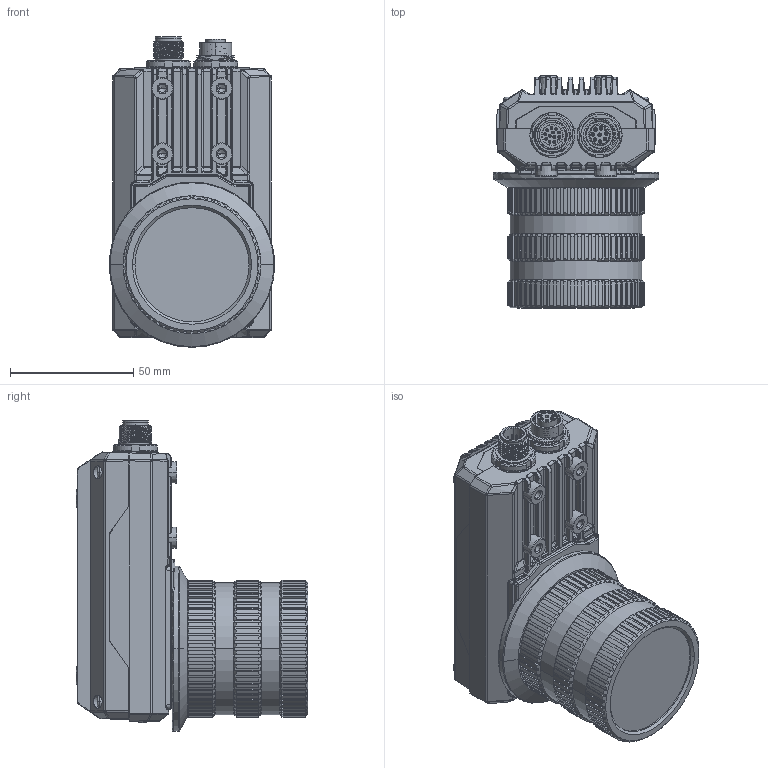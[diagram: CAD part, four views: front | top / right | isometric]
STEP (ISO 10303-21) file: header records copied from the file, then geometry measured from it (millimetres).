
FILE_DESCRIPTION((''),'2;1');
FILE_NAME('ID5120_ASM','2020-05-27T16:36:57',('liudeting'),(''),'CREO PARAMETRIC BY PTC INC, 2017260','CREO PARAMETRIC BY PTC INC, 2017260','');
FILE_SCHEMA(('CONFIG_CONTROL_DESIGN'));
Products named in the file (43): DE-13-000120_18_1_1; DE-13-000122_3_1_1; L102-M12-Z08A11F_2_1_1; L102-M12-Z12A23C_2_1_1_1; L102-M12-Z12A23C_2_2_1_1; L102-M12-Z12A23C_2_3_1_1; L102-M12-Z12A23C_2_4_1_1; L102-M12-Z12A23C_2_5_1_1; L102-M12-Z12A23C_2_6_1_1; L102-M12-Z12A23C_2_7_1_1; L102-M12-Z12A23C_2_8_1_1; L102-M12-Z12A23C_2_9_1_1; L102-M12-Z12A23C_2_10_1_1; L102-M12-Z12A23C_2_11_1_1; L102-M12-Z12A23C_2_12_1_1; L102-M12-Z12A23C_2_13_1_1; L102-M12-Z12A23C_2_14_1_1; L102-M12-Z12A23C_2_15_1_1; L102-M12-Z12A23C_2_16_1_1; L102-M12-Z12A23C_2_17_1_1; L102-M12-Z12A23C_2_18_1_1; L102-M12-Z12A23C_2_19_1_1; L102-M12-Z12A23C_2_20_1_1; L102-M12-Z12A23C_2_21_1_1; L102-M12-Z12A23C_2_22_1_1; L102-M12-Z12A23C_2_23_1_1; L102-M12-Z12A23C_2_24_1_1; L102-M12-Z12A23C_2_25_1_1; L102-M12-Z12A23C_2_26_1_1; L102-M12-Z12A23C_2_ASM_1_ASM_1_ASM; 349-PCB_FPC_ASM_3_ASM_1_ASM_1_ASM; M1906176_2_1_1; DAOGUANGZHUZUJIAN-01_ASM_3_ASM__ASM; SC-P0M2_5X6-BNI-GB818_2_1_1; YUANLUOMU; DE-14-003903_100; C-NO-LED_ASM_109_ASM; C-NO-LED_ASM_ASM; 190702406; DE-15-000110 ...
Assembly tree (46 placements, depth 4):
  ID5120_ASM
    DE-13-000120_18_1_1
    DE-13-000122_3_1_1
    349-PCB_FPC_ASM_3_ASM_1_ASM_1_ASM
      L102-M12-Z08A11F_2_1_1
      L102-M12-Z12A23C_2_ASM_1_ASM_1_ASM
        L102-M12-Z12A23C_2_1_1_1
        L102-M12-Z12A23C_2_2_1_1
        L102-M12-Z12A23C_2_3_1_1
        L102-M12-Z12A23C_2_4_1_1
        L102-M12-Z12A23C_2_5_1_1
        L102-M12-Z12A23C_2_6_1_1
        L102-M12-Z12A23C_2_7_1_1
        L102-M12-Z12A23C_2_8_1_1
        L102-M12-Z12A23C_2_9_1_1
        L102-M12-Z12A23C_2_10_1_1
        L102-M12-Z12A23C_2_11_1_1
        L102-M12-Z12A23C_2_12_1_1
        L102-M12-Z12A23C_2_13_1_1
        L102-M12-Z12A23C_2_14_1_1
        L102-M12-Z12A23C_2_15_1_1
        L102-M12-Z12A23C_2_16_1_1
        L102-M12-Z12A23C_2_17_1_1
        L102-M12-Z12A23C_2_18_1_1
        L102-M12-Z12A23C_2_19_1_1
        L102-M12-Z12A23C_2_20_1_1
        L102-M12-Z12A23C_2_21_1_1
        L102-M12-Z12A23C_2_22_1_1
        L102-M12-Z12A23C_2_23_1_1
        L102-M12-Z12A23C_2_24_1_1
        L102-M12-Z12A23C_2_25_1_1
        L102-M12-Z12A23C_2_26_1_1
    DAOGUANGZHUZUJIAN-01_ASM_3_ASM__ASM
      M1906176_2_1_1
    SC-P0M2_5X6-BNI-GB818_2_1_1  x4
    YUANLUOMU  x2
    C-NO-LED_ASM_ASM
      C-NO-LED_ASM_109_ASM
        DE-14-003903_100
    S-COVER-LENS_ASM_ASM
      190702406
      DE-15-000110
      191000075
Bounding box: 67 x 94 x 126 mm (x, y, z)
Volume: 313468.6 mm3; surface area: 98543 mm2
Topology: 45 solids, 59 shells, 4077 faces, 10798 edges, 6768 vertices
Faces by surface type: cylinder 1641, plane 1224, bspline 546, cone 283, torus 267, sphere 115, extrusion 1
Entity records: 177225 total; most frequent: CARTESIAN_POINT 85008, ORIENTED_EDGE 20274, DIRECTION 17938, EDGE_CURVE 10144, AXIS2_PLACEMENT_3D 7153, VERTEX_POINT 6450, EDGE_LOOP 4104, FACE_OUTER_BOUND 3884
